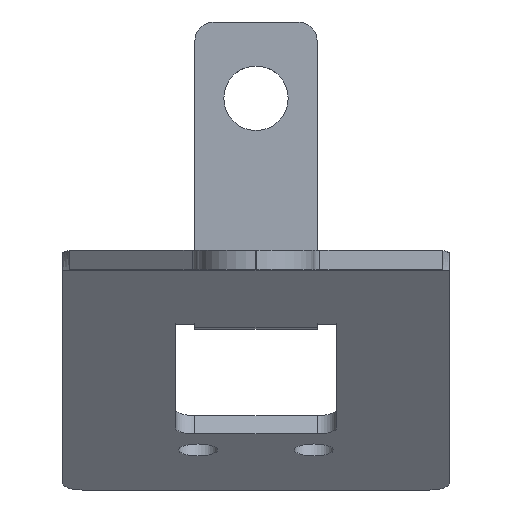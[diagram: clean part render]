
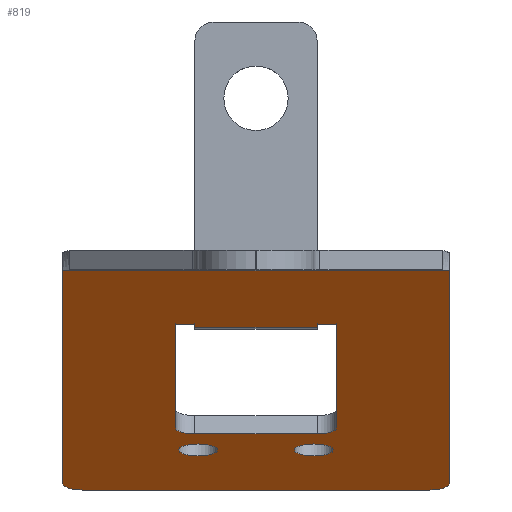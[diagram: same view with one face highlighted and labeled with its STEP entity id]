
A CAD part, top view. The second image highlights one B-rep face of the part: STEP entity #819.
In plain terms, the highlighted planar face has unit normal (0, -0.951, 0.309).
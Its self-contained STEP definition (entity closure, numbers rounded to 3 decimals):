
#23=FACE_BOUND('',#124,.T.);
#24=FACE_BOUND('',#125,.T.);
#25=FACE_BOUND('',#126,.T.);
#42=PLANE('',#893);
#75=FACE_OUTER_BOUND('',#123,.T.);
#123=EDGE_LOOP('',(#625,#626,#627,#628,#629,#630));
#124=EDGE_LOOP('',(#631));
#125=EDGE_LOOP('',(#632));
#126=EDGE_LOOP('',(#633,#634,#635,#636,#637,#638,#639,#640,#641,#642));
#173=LINE('',#1220,#255);
#179=LINE('',#1235,#261);
#182=LINE('',#1245,#264);
#187=LINE('',#1262,#269);
#191=LINE('',#1270,#273);
#193=LINE('',#1277,#275);
#194=LINE('',#1281,#276);
#195=LINE('',#1283,#277);
#196=LINE('',#1284,#278);
#197=LINE('',#1289,#279);
#198=LINE('',#1291,#280);
#199=LINE('',#1292,#281);
#255=VECTOR('',#981,10.);
#261=VECTOR('',#995,10.);
#264=VECTOR('',#1006,10.);
#269=VECTOR('',#1029,10.);
#273=VECTOR('',#1035,10.);
#275=VECTOR('',#1041,10.);
#276=VECTOR('',#1044,10.);
#277=VECTOR('',#1045,10.);
#278=VECTOR('',#1046,10.);
#279=VECTOR('',#1051,10.);
#280=VECTOR('',#1052,10.);
#281=VECTOR('',#1053,10.);
#328=CIRCLE('',#872,3.);
#330=CIRCLE('',#876,3.);
#337=CIRCLE('',#894,3.);
#338=CIRCLE('',#895,3.);
#339=CIRCLE('',#896,3.);
#340=CIRCLE('',#897,3.);
#368=VERTEX_POINT('',#1210);
#369=VERTEX_POINT('',#1211);
#372=VERTEX_POINT('',#1219);
#374=VERTEX_POINT('',#1225);
#375=VERTEX_POINT('',#1226);
#379=VERTEX_POINT('',#1242);
#380=VERTEX_POINT('',#1244);
#383=VERTEX_POINT('',#1261);
#386=VERTEX_POINT('',#1269);
#387=VERTEX_POINT('',#1273);
#388=VERTEX_POINT('',#1274);
#389=VERTEX_POINT('',#1276);
#390=VERTEX_POINT('',#1278);
#391=VERTEX_POINT('',#1280);
#392=VERTEX_POINT('',#1282);
#393=VERTEX_POINT('',#1285);
#394=VERTEX_POINT('',#1287);
#395=VERTEX_POINT('',#1290);
#446=EDGE_CURVE('',#368,#369,#328,.T.);
#450=EDGE_CURVE('',#372,#369,#173,.T.);
#453=EDGE_CURVE('',#374,#375,#330,.T.);
#458=EDGE_CURVE('',#368,#375,#179,.T.);
#463=EDGE_CURVE('',#380,#379,#182,.T.);
#471=EDGE_CURVE('',#383,#380,#187,.T.);
#475=EDGE_CURVE('',#386,#383,#191,.T.);
#477=EDGE_CURVE('',#387,#388,#337,.T.);
#478=EDGE_CURVE('',#387,#389,#193,.T.);
#479=EDGE_CURVE('',#390,#389,#338,.T.);
#480=EDGE_CURVE('',#391,#390,#194,.T.);
#481=EDGE_CURVE('',#391,#392,#195,.T.);
#482=EDGE_CURVE('',#392,#388,#196,.T.);
#483=EDGE_CURVE('',#393,#393,#339,.T.);
#484=EDGE_CURVE('',#394,#394,#340,.T.);
#485=EDGE_CURVE('',#374,#386,#197,.T.);
#486=EDGE_CURVE('',#379,#395,#198,.T.);
#487=EDGE_CURVE('',#395,#372,#199,.T.);
#625=ORIENTED_EDGE('',*,*,#477,.F.);
#626=ORIENTED_EDGE('',*,*,#478,.T.);
#627=ORIENTED_EDGE('',*,*,#479,.F.);
#628=ORIENTED_EDGE('',*,*,#480,.F.);
#629=ORIENTED_EDGE('',*,*,#481,.T.);
#630=ORIENTED_EDGE('',*,*,#482,.T.);
#631=ORIENTED_EDGE('',*,*,#483,.T.);
#632=ORIENTED_EDGE('',*,*,#484,.T.);
#633=ORIENTED_EDGE('',*,*,#485,.T.);
#634=ORIENTED_EDGE('',*,*,#475,.T.);
#635=ORIENTED_EDGE('',*,*,#471,.T.);
#636=ORIENTED_EDGE('',*,*,#463,.T.);
#637=ORIENTED_EDGE('',*,*,#486,.T.);
#638=ORIENTED_EDGE('',*,*,#487,.T.);
#639=ORIENTED_EDGE('',*,*,#450,.T.);
#640=ORIENTED_EDGE('',*,*,#446,.F.);
#641=ORIENTED_EDGE('',*,*,#458,.T.);
#642=ORIENTED_EDGE('',*,*,#453,.F.);
#819=ADVANCED_FACE('',(#75,#23,#24,#25),#42,.T.);
#872=AXIS2_PLACEMENT_3D('',#1212,#973,#974);
#876=AXIS2_PLACEMENT_3D('',#1227,#986,#987);
#893=AXIS2_PLACEMENT_3D('',#1272,#1037,#1038);
#894=AXIS2_PLACEMENT_3D('',#1275,#1039,#1040);
#895=AXIS2_PLACEMENT_3D('',#1279,#1042,#1043);
#896=AXIS2_PLACEMENT_3D('',#1286,#1047,#1048);
#897=AXIS2_PLACEMENT_3D('',#1288,#1049,#1050);
#973=DIRECTION('center_axis',(0.,-0.951,0.309));
#974=DIRECTION('ref_axis',(0.707,-0.219,-0.672));
#981=DIRECTION('',(0.,-0.309,-0.951));
#986=DIRECTION('center_axis',(0.,-0.951,0.309));
#987=DIRECTION('ref_axis',(-0.707,-0.219,-0.672));
#995=DIRECTION('',(-1.,0.,0.));
#1006=DIRECTION('',(1.,0.,0.));
#1029=DIRECTION('',(0.,-0.309,-0.951));
#1035=DIRECTION('',(1.,0.,0.));
#1037=DIRECTION('center_axis',(0.,-0.951,
0.309));
#1038=DIRECTION('ref_axis',(0.,-0.309,-0.951));
#1039=DIRECTION('center_axis',(0.,0.951,
-0.309));
#1040=DIRECTION('ref_axis',(-0.707,-0.219,-0.672));
#1041=DIRECTION('',(1.,0.,0.));
#1042=DIRECTION('center_axis',(0.,0.951,
-0.309));
#1043=DIRECTION('ref_axis',(0.707,-0.219,-0.672));
#1044=DIRECTION('',(0.,-0.309,-0.951));
#1045=DIRECTION('',(-1.,0.,0.));
#1046=DIRECTION('',(0.,-0.309,-0.951));
#1047=DIRECTION('center_axis',(0.,0.951,
-0.309));
#1048=DIRECTION('ref_axis',(1.,0.,0.));
#1049=DIRECTION('center_axis',(0.,0.951,
-0.309));
#1050=DIRECTION('ref_axis',(1.,0.,0.));
#1051=DIRECTION('',(0.,0.309,0.951));
#1052=DIRECTION('',(0.,0.309,0.951));
#1053=DIRECTION('',(1.,0.,0.));
#1210=CARTESIAN_POINT('',(9.5,-25.339,-112.511));
#1211=CARTESIAN_POINT('',(12.5,-24.412,-109.658));
#1212=CARTESIAN_POINT('Origin',(9.5,-24.412,-109.658));
#1219=CARTESIAN_POINT('',(12.5,-8.418,-60.433));
#1220=CARTESIAN_POINT('',(12.5,-14.181,-78.168));
#1225=CARTESIAN_POINT('',(-12.5,-24.412,-109.658));
#1226=CARTESIAN_POINT('',(-9.5,-25.339,-112.511));
#1227=CARTESIAN_POINT('Origin',(-9.5,-24.412,-109.658));
#1235=CARTESIAN_POINT('',(6.25,-25.339,-112.511));
#1242=CARTESIAN_POINT('',(9.5,-8.882,-61.86));
#1244=CARTESIAN_POINT('',(-9.5,-8.882,-61.86));
#1245=CARTESIAN_POINT('',(4.75,-8.882,-61.86));
#1261=CARTESIAN_POINT('',(-9.5,-8.418,-60.433));
#1262=CARTESIAN_POINT('',(-9.5,-14.181,-78.168));
#1269=CARTESIAN_POINT('',(-12.5,-8.418,-60.433));
#1270=CARTESIAN_POINT('',(-4.75,-8.418,-60.433));
#1272=CARTESIAN_POINT('Origin',(0.,-16.928,
-86.622));
#1273=CARTESIAN_POINT('',(-27.,-33.992,-139.141));
#1274=CARTESIAN_POINT('',(-30.,-33.065,-136.288));
#1275=CARTESIAN_POINT('Origin',(-27.,-33.065,-136.288));
#1276=CARTESIAN_POINT('',(27.,-33.992,-139.141));
#1277=CARTESIAN_POINT('',(-30.,-33.992,-139.141));
#1278=CARTESIAN_POINT('',(30.,-33.065,-136.288));
#1279=CARTESIAN_POINT('Origin',(27.,-33.065,-136.288));
#1280=CARTESIAN_POINT('',(30.,-0.147,-34.977));
#1281=CARTESIAN_POINT('',(30.,-0.147,-34.977));
#1282=CARTESIAN_POINT('',(-30.,-0.147,-34.977));
#1283=CARTESIAN_POINT('',(0.,-0.147,-34.977));
#1284=CARTESIAN_POINT('',(-30.,-0.147,-34.977));
#1285=CARTESIAN_POINT('',(-12.,-27.812,-120.12));
#1286=CARTESIAN_POINT('Origin',(-9.,-27.812,-120.12));
#1287=CARTESIAN_POINT('',(6.,-27.812,-120.12));
#1288=CARTESIAN_POINT('Origin',(9.,-27.812,-120.12));
#1289=CARTESIAN_POINT('',(-12.5,-21.133,-99.567));
#1290=CARTESIAN_POINT('',(9.5,-8.418,-60.433));
#1291=CARTESIAN_POINT('',(9.5,-12.673,-73.528));
#1292=CARTESIAN_POINT('',(6.25,-8.418,-60.433));
